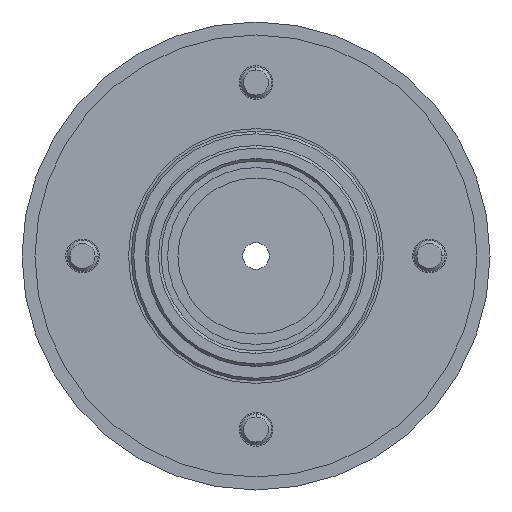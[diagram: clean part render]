
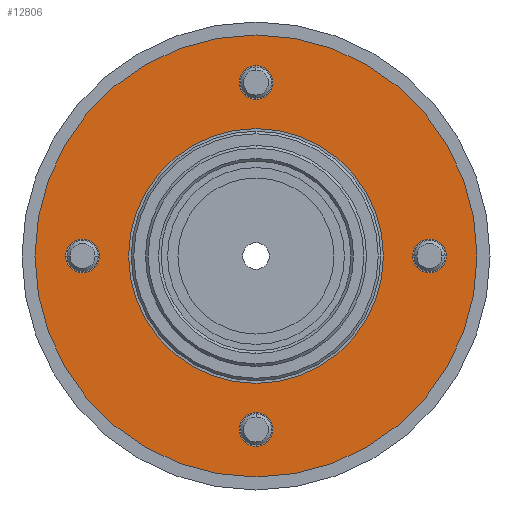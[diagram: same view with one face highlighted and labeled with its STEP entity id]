
A CAD part, left-side view. The second image highlights one B-rep face of the part: STEP entity #12806.
In plain terms, the highlighted planar face has unit normal (-1, 0, 0).
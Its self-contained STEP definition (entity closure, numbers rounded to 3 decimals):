
#143 = EDGE_CURVE ( 'NONE', #8693, #11484, #4506, .T. ) ;
#221 = CARTESIAN_POINT ( 'NONE',  ( 6., 0., 0. ) ) ;
#240 = EDGE_CURVE ( 'NONE', #14151, #2551, #2567, .T. ) ;
#375 = CIRCLE ( 'NONE', #14196, 6.5 ) ;
#388 = AXIS2_PLACEMENT_3D ( 'NONE', #1507, #10236, #2764 ) ;
#489 = VERTEX_POINT ( 'NONE', #6898 ) ;
#519 = AXIS2_PLACEMENT_3D ( 'NONE', #10601, #3107, #11834 ) ;
#526 = CARTESIAN_POINT ( 'NONE',  ( 6., -66.7, -6.5 ) ) ;
#572 = CARTESIAN_POINT ( 'NONE',  ( 6., 66.7, 0. ) ) ;
#617 = DIRECTION ( 'NONE',  ( 0., 0., -1. ) ) ;
#1030 = CARTESIAN_POINT ( 'NONE',  ( 6., -66.7, 0. ) ) ;
#1223 = EDGE_LOOP ( 'NONE', ( #10237, #12521 ) ) ;
#1469 = EDGE_LOOP ( 'NONE', ( #8274, #4224 ) ) ;
#1505 = DIRECTION ( 'NONE',  ( 0., 0., -1. ) ) ;
#1507 = CARTESIAN_POINT ( 'NONE',  ( 6., 0., -66.7 ) ) ;
#1513 = EDGE_CURVE ( 'NONE', #11615, #7578, #375, .T. ) ;
#1625 = VERTEX_POINT ( 'NONE', #6625 ) ;
#1645 = AXIS2_PLACEMENT_3D ( 'NONE', #3579, #12313, #4835 ) ;
#1683 = CARTESIAN_POINT ( 'NONE',  ( 6., -66.7, 6.5 ) ) ;
#1796 = VERTEX_POINT ( 'NONE', #4531 ) ;
#1850 = DIRECTION ( 'NONE',  ( 0., 0., -1. ) ) ;
#1978 = AXIS2_PLACEMENT_3D ( 'NONE', #221, #8994, #1505 ) ;
#2023 = EDGE_CURVE ( 'NONE', #3512, #1625, #5290, .T. ) ;
#2284 = DIRECTION ( 'NONE',  ( 0., 0., -1. ) ) ;
#2361 = EDGE_LOOP ( 'NONE', ( #14041, #3761 ) ) ;
#2551 = VERTEX_POINT ( 'NONE', #10723 ) ;
#2567 = CIRCLE ( 'NONE', #388, 6.5 ) ;
#2764 = DIRECTION ( 'NONE',  ( 0., 0., -1. ) ) ;
#2769 = CARTESIAN_POINT ( 'NONE',  ( 6., 0., 73.2 ) ) ;
#3107 = DIRECTION ( 'NONE',  ( -1., 0., 0. ) ) ;
#3118 = ORIENTED_EDGE ( 'NONE', *, *, #3945, .T. ) ;
#3129 = DIRECTION ( 'NONE',  ( 0., 0., -1. ) ) ;
#3219 = DIRECTION ( 'NONE',  ( 1., 0., 0. ) ) ;
#3276 = VERTEX_POINT ( 'NONE', #13361 ) ;
#3285 = FACE_BOUND ( 'NONE', #1469, .T. ) ;
#3298 = EDGE_CURVE ( 'NONE', #2551, #14151, #13418, .T. ) ;
#3512 = VERTEX_POINT ( 'NONE', #2769 ) ;
#3579 = CARTESIAN_POINT ( 'NONE',  ( 6., 0., -66.7 ) ) ;
#3699 = CIRCLE ( 'NONE', #14997, 6.5 ) ;
#3761 = ORIENTED_EDGE ( 'NONE', *, *, #5419, .T. ) ;
#3945 = EDGE_CURVE ( 'NONE', #489, #15471, #6030, .T. ) ;
#4224 = ORIENTED_EDGE ( 'NONE', *, *, #2023, .T. ) ;
#4339 = DIRECTION ( 'NONE',  ( -1., 0., 0. ) ) ;
#4380 = AXIS2_PLACEMENT_3D ( 'NONE', #572, #9342, #1850 ) ;
#4506 = CIRCLE ( 'NONE', #8236, 6.5 ) ;
#4531 = CARTESIAN_POINT ( 'NONE',  ( 6., 0., 49. ) ) ;
#4583 = EDGE_CURVE ( 'NONE', #3276, #1796, #12247, .T. ) ;
#4835 = DIRECTION ( 'NONE',  ( 0., 0., -1. ) ) ;
#5216 = DIRECTION ( 'NONE',  ( -1., 0., 0. ) ) ;
#5290 = CIRCLE ( 'NONE', #7747, 6.5 ) ;
#5419 = EDGE_CURVE ( 'NONE', #11484, #8693, #15547, .T. ) ;
#5538 = ORIENTED_EDGE ( 'NONE', *, *, #3298, .T. ) ;
#5722 = AXIS2_PLACEMENT_3D ( 'NONE', #13038, #10620, #3129 ) ;
#5827 = CIRCLE ( 'NONE', #7606, 6.5 ) ;
#6030 = CIRCLE ( 'NONE', #10226, 85. ) ;
#6262 = DIRECTION ( 'NONE',  ( 1., 0., 0. ) ) ;
#6625 = CARTESIAN_POINT ( 'NONE',  ( 6., 0., 60.2 ) ) ;
#6706 = CARTESIAN_POINT ( 'NONE',  ( 6., 0., -85. ) ) ;
#6845 = PLANE ( 'NONE',  #5722 ) ;
#6898 = CARTESIAN_POINT ( 'NONE',  ( 6., 0., 85. ) ) ;
#7398 = FACE_BOUND ( 'NONE', #15339, .T. ) ;
#7578 = VERTEX_POINT ( 'NONE', #1683 ) ;
#7606 = AXIS2_PLACEMENT_3D ( 'NONE', #1030, #9778, #2284 ) ;
#7747 = AXIS2_PLACEMENT_3D ( 'NONE', #11948, #3219, #10708 ) ;
#8120 = DIRECTION ( 'NONE',  ( 1., 0., 0. ) ) ;
#8169 = EDGE_LOOP ( 'NONE', ( #3118, #8750 ) ) ;
#8236 = AXIS2_PLACEMENT_3D ( 'NONE', #13706, #6262, #14967 ) ;
#8246 = CIRCLE ( 'NONE', #519, 49. ) ;
#8274 = ORIENTED_EDGE ( 'NONE', *, *, #12206, .T. ) ;
#8289 = ORIENTED_EDGE ( 'NONE', *, *, #240, .T. ) ;
#8359 = EDGE_LOOP ( 'NONE', ( #15372, #15133 ) ) ;
#8693 = VERTEX_POINT ( 'NONE', #14341 ) ;
#8750 = ORIENTED_EDGE ( 'NONE', *, *, #13855, .T. ) ;
#8994 = DIRECTION ( 'NONE',  ( -1., 0., 0. ) ) ;
#9089 = CARTESIAN_POINT ( 'NONE',  ( 6., 66.7, 6.5 ) ) ;
#9242 = EDGE_CURVE ( 'NONE', #1796, #3276, #8246, .T. ) ;
#9342 = DIRECTION ( 'NONE',  ( 1., 0., 0. ) ) ;
#9548 = FACE_OUTER_BOUND ( 'NONE', #8169, .T. ) ;
#9778 = DIRECTION ( 'NONE',  ( 1., 0., 0. ) ) ;
#9965 = CARTESIAN_POINT ( 'NONE',  ( 6., 0., -73.2 ) ) ;
#10226 = AXIS2_PLACEMENT_3D ( 'NONE', #12676, #5216, #13914 ) ;
#10236 = DIRECTION ( 'NONE',  ( 1., 0., 0. ) ) ;
#10237 = ORIENTED_EDGE ( 'NONE', *, *, #1513, .T. ) ;
#10601 = CARTESIAN_POINT ( 'NONE',  ( 6., 0., 0. ) ) ;
#10620 = DIRECTION ( 'NONE',  ( 1., 0., 0. ) ) ;
#10708 = DIRECTION ( 'NONE',  ( 0., 0., -1. ) ) ;
#10723 = CARTESIAN_POINT ( 'NONE',  ( 6., 0., -60.2 ) ) ;
#11484 = VERTEX_POINT ( 'NONE', #9089 ) ;
#11615 = VERTEX_POINT ( 'NONE', #526 ) ;
#11810 = CARTESIAN_POINT ( 'NONE',  ( 6., 0., 0. ) ) ;
#11834 = DIRECTION ( 'NONE',  ( 0., 0., -1. ) ) ;
#11948 = CARTESIAN_POINT ( 'NONE',  ( 6., 0., 66.7 ) ) ;
#12206 = EDGE_CURVE ( 'NONE', #1625, #3512, #3699, .T. ) ;
#12247 = CIRCLE ( 'NONE', #1978, 49. ) ;
#12313 = DIRECTION ( 'NONE',  ( 1., 0., 0. ) ) ;
#12521 = ORIENTED_EDGE ( 'NONE', *, *, #13533, .T. ) ;
#12676 = CARTESIAN_POINT ( 'NONE',  ( 6., 0., 0. ) ) ;
#12806 = ADVANCED_FACE ( 'NONE', ( #16183, #3285, #12849, #7398, #15766, #9548 ), #6845, .F. ) ;
#12849 = FACE_BOUND ( 'NONE', #1223, .T. ) ;
#13038 = CARTESIAN_POINT ( 'NONE',  ( 6., 85., 0. ) ) ;
#13047 = DIRECTION ( 'NONE',  ( 0., 0., 1. ) ) ;
#13361 = CARTESIAN_POINT ( 'NONE',  ( 6., 0., -49. ) ) ;
#13418 = CIRCLE ( 'NONE', #1645, 6.5 ) ;
#13533 = EDGE_CURVE ( 'NONE', #7578, #11615, #5827, .T. ) ;
#13706 = CARTESIAN_POINT ( 'NONE',  ( 6., 66.7, 0. ) ) ;
#13855 = EDGE_CURVE ( 'NONE', #15471, #489, #14206, .T. ) ;
#13914 = DIRECTION ( 'NONE',  ( 0., 0., 1. ) ) ;
#13963 = AXIS2_PLACEMENT_3D ( 'NONE', #11810, #4339, #13047 ) ;
#14041 = ORIENTED_EDGE ( 'NONE', *, *, #143, .T. ) ;
#14151 = VERTEX_POINT ( 'NONE', #9965 ) ;
#14196 = AXIS2_PLACEMENT_3D ( 'NONE', #14272, #15360, #15206 ) ;
#14206 = CIRCLE ( 'NONE', #13963, 85. ) ;
#14272 = CARTESIAN_POINT ( 'NONE',  ( 6., -66.7, 0. ) ) ;
#14341 = CARTESIAN_POINT ( 'NONE',  ( 6., 66.7, -6.5 ) ) ;
#14967 = DIRECTION ( 'NONE',  ( 0., 0., -1. ) ) ;
#14997 = AXIS2_PLACEMENT_3D ( 'NONE', #15567, #8120, #617 ) ;
#15133 = ORIENTED_EDGE ( 'NONE', *, *, #4583, .F. ) ;
#15206 = DIRECTION ( 'NONE',  ( 0., 0., -1. ) ) ;
#15339 = EDGE_LOOP ( 'NONE', ( #8289, #5538 ) ) ;
#15360 = DIRECTION ( 'NONE',  ( 1., 0., 0. ) ) ;
#15372 = ORIENTED_EDGE ( 'NONE', *, *, #9242, .F. ) ;
#15471 = VERTEX_POINT ( 'NONE', #6706 ) ;
#15547 = CIRCLE ( 'NONE', #4380, 6.5 ) ;
#15567 = CARTESIAN_POINT ( 'NONE',  ( 6., 0., 66.7 ) ) ;
#15766 = FACE_BOUND ( 'NONE', #2361, .T. ) ;
#16183 = FACE_BOUND ( 'NONE', #8359, .T. ) ;
